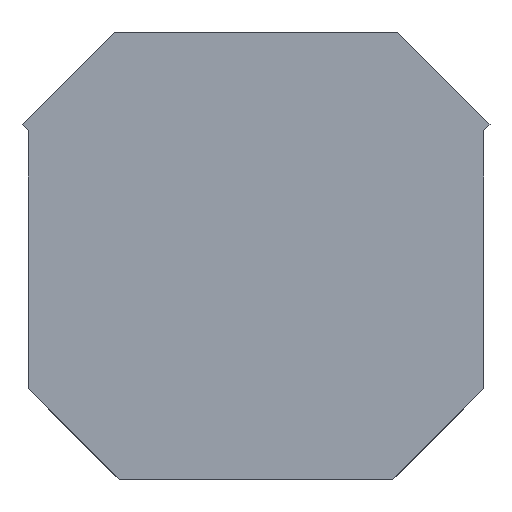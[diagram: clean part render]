
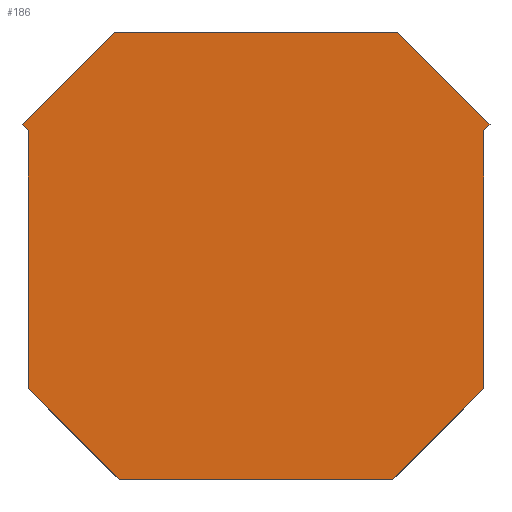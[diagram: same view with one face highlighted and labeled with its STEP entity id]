
A CAD part, front view. The second image highlights one B-rep face of the part: STEP entity #186.
In plain terms, the highlighted planar face has unit normal (0, -1, 0).
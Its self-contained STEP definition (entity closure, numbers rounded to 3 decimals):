
#102=AXIS2_PLACEMENT_3D('Plane Axis2P3D',#99,#100,#101) ;
#99=CARTESIAN_POINT('Axis2P3D Location',(0.,25.,0.)) ;
#104=CARTESIAN_POINT('Line Origine',(0.,25.,-64.25)) ;
#108=CARTESIAN_POINT('Vertex',(4.5,25.,-64.25)) ;
#110=CARTESIAN_POINT('Vertex',(-4.5,25.,-64.25)) ;
#113=CARTESIAN_POINT('Line Origine',(6.,25.,-62.75)) ;
#117=CARTESIAN_POINT('Vertex',(7.5,25.,-61.25)) ;
#120=CARTESIAN_POINT('Line Origine',(7.5,25.,-57.)) ;
#124=CARTESIAN_POINT('Vertex',(7.5,25.,-52.75)) ;
#127=CARTESIAN_POINT('Line Origine',(7.606,25.,-52.644)) ;
#131=CARTESIAN_POINT('Vertex',(7.712,25.,-52.538)) ;
#134=CARTESIAN_POINT('Line Origine',(6.193,25.,-51.019)) ;
#138=CARTESIAN_POINT('Vertex',(4.674,25.,-49.5)) ;
#141=CARTESIAN_POINT('Line Origine',(0.,25.,-49.5)) ;
#145=CARTESIAN_POINT('Vertex',(-4.674,25.,-49.5)) ;
#148=CARTESIAN_POINT('Line Origine',(-6.193,25.,-51.019)) ;
#152=CARTESIAN_POINT('Vertex',(-7.712,25.,-52.538)) ;
#155=CARTESIAN_POINT('Line Origine',(-7.606,25.,-52.644)) ;
#159=CARTESIAN_POINT('Vertex',(-7.5,25.,-52.75)) ;
#162=CARTESIAN_POINT('Line Origine',(-7.5,25.,-57.)) ;
#166=CARTESIAN_POINT('Vertex',(-7.5,25.,-61.25)) ;
#169=CARTESIAN_POINT('Line Origine',(-6.,25.,-62.75)) ;
#100=DIRECTION('Axis2P3D Direction',(-0.,1.,0.)) ;
#101=DIRECTION('Axis2P3D XDirection',(1.,0.,0.)) ;
#105=DIRECTION('Vector Direction',(1.,0.,0.)) ;
#114=DIRECTION('Vector Direction',(0.707,0.,0.707)) ;
#121=DIRECTION('Vector Direction',(0.,0.,1.)) ;
#128=DIRECTION('Vector Direction',(0.707,0.,0.707)) ;
#135=DIRECTION('Vector Direction',(-0.707,0.,0.707)) ;
#142=DIRECTION('Vector Direction',(-1.,0.,0.)) ;
#149=DIRECTION('Vector Direction',(-0.707,0.,-0.707)) ;
#156=DIRECTION('Vector Direction',(0.707,0.,-0.707)) ;
#163=DIRECTION('Vector Direction',(0.,0.,-1.)) ;
#170=DIRECTION('Vector Direction',(0.707,0.,-0.707)) ;
#106=VECTOR('Line Direction',#105,1.) ;
#115=VECTOR('Line Direction',#114,1.) ;
#122=VECTOR('Line Direction',#121,1.) ;
#129=VECTOR('Line Direction',#128,1.) ;
#136=VECTOR('Line Direction',#135,1.) ;
#143=VECTOR('Line Direction',#142,1.) ;
#150=VECTOR('Line Direction',#149,1.) ;
#157=VECTOR('Line Direction',#156,1.) ;
#164=VECTOR('Line Direction',#163,1.) ;
#171=VECTOR('Line Direction',#170,1.) ;
#175=ORIENTED_EDGE('',*,*,#112,.F.) ;
#176=ORIENTED_EDGE('',*,*,#119,.F.) ;
#177=ORIENTED_EDGE('',*,*,#126,.F.) ;
#178=ORIENTED_EDGE('',*,*,#133,.F.) ;
#179=ORIENTED_EDGE('',*,*,#140,.F.) ;
#180=ORIENTED_EDGE('',*,*,#147,.F.) ;
#181=ORIENTED_EDGE('',*,*,#154,.F.) ;
#182=ORIENTED_EDGE('',*,*,#161,.F.) ;
#183=ORIENTED_EDGE('',*,*,#168,.F.) ;
#184=ORIENTED_EDGE('',*,*,#173,.F.) ;
#186=ADVANCED_FACE('Terminale anteriore per cavi FCCuAl 50mmq inferiore',(#185),#103,.F.) ;
#112=EDGE_CURVE('',#109,#111,#107,.F.) ;
#119=EDGE_CURVE('',#118,#109,#116,.F.) ;
#126=EDGE_CURVE('',#125,#118,#123,.F.) ;
#133=EDGE_CURVE('',#132,#125,#130,.F.) ;
#140=EDGE_CURVE('',#139,#132,#137,.F.) ;
#147=EDGE_CURVE('',#146,#139,#144,.F.) ;
#154=EDGE_CURVE('',#153,#146,#151,.F.) ;
#161=EDGE_CURVE('',#160,#153,#158,.F.) ;
#168=EDGE_CURVE('',#167,#160,#165,.F.) ;
#173=EDGE_CURVE('',#111,#167,#172,.F.) ;
#174=EDGE_LOOP('',(#175,#176,#177,#178,#179,#180,#181,#182,#183,#184)) ;
#185=FACE_OUTER_BOUND('',#174,.T.) ;
#107=LINE('Line',#104,#106) ;
#116=LINE('Line',#113,#115) ;
#123=LINE('Line',#120,#122) ;
#130=LINE('Line',#127,#129) ;
#137=LINE('Line',#134,#136) ;
#144=LINE('Line',#141,#143) ;
#151=LINE('Line',#148,#150) ;
#158=LINE('Line',#155,#157) ;
#165=LINE('Line',#162,#164) ;
#172=LINE('Line',#169,#171) ;
#103=PLANE('',#102) ;
#109=VERTEX_POINT('',#108) ;
#111=VERTEX_POINT('',#110) ;
#118=VERTEX_POINT('',#117) ;
#125=VERTEX_POINT('',#124) ;
#132=VERTEX_POINT('',#131) ;
#139=VERTEX_POINT('',#138) ;
#146=VERTEX_POINT('',#145) ;
#153=VERTEX_POINT('',#152) ;
#160=VERTEX_POINT('',#159) ;
#167=VERTEX_POINT('',#166) ;
